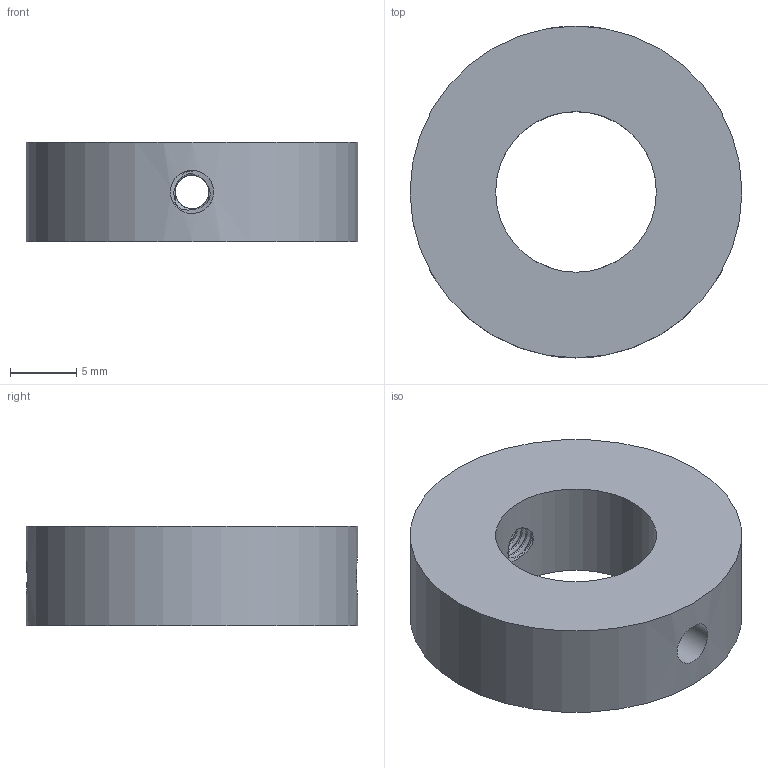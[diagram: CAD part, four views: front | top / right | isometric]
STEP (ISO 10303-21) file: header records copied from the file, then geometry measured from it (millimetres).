
FILE_DESCRIPTION(/* description */ ('','CAx-IF Rec.Pracs.---Representation and Presentation of Product Manufacturing Information (PMI)---4.0---2014-10-13'),/* implementation_level */ '2;1');
FILE_NAME(/* name */ '2f915e79-a437-4c6f-b6c7-65ec7f4911a2.stp',/* time_stamp */ '2025-02-25T01:36:38Z',/* author */ (''),/* organization */ (''),/* preprocessor_version */ 'ST-DEVELOPER v20',/* originating_system */ 'Autodesk Translation Framework v13.20.0.188',/* authorisation */ '');
FILE_SCHEMA (('AP242_MANAGED_MODEL_BASED_3D_ENGINEERING_MIM_LF { 1 0 10303 442 1 1 4 }'));
Length unit declared in the file: millimetre
Products named in the file (1): Shaft Collar
Bounding box: 25 x 25 x 7.5 mm (x, y, z)
Volume: 2725.1 mm3; surface area: 1756.8 mm2
Topology: 1 solids, 1 shells, 37 faces, 107 edges, 72 vertices
Faces by surface type: cylinder 31, plane 4, bspline 2
Full cylindrical faces by diameter (mm): 2.529 x4, 3.086 x5, 3.25 x1, 12.11 x1, 25 x1
Entity records: 2891 total; most frequent: CARTESIAN_POINT 2012, ORIENTED_EDGE 214, DIRECTION 111, EDGE_CURVE 107, B_SPLINE_CURVE_WITH_KNOTS 72, VERTEX_POINT 72, EDGE_LOOP 43, AXIS2_PLACEMENT_3D 40
